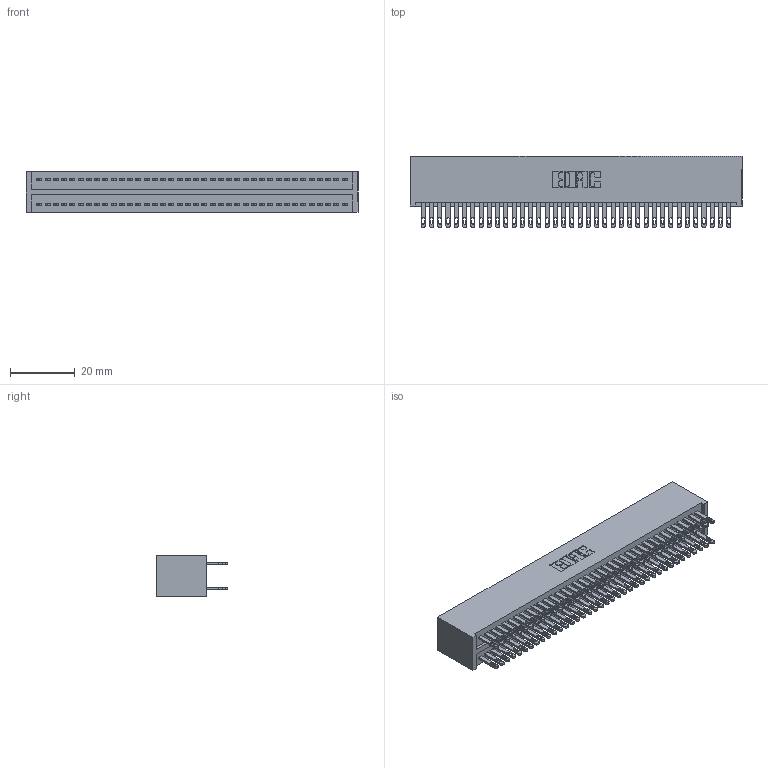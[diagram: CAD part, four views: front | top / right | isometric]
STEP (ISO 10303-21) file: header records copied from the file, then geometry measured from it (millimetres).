
FILE_DESCRIPTION (( 'STEP AP203' ), '1' );
FILE_NAME ('325-076-500-201.STEP', '2020-02-25T04:11:34', ( '' ), ( '' ), 'SwSTEP 2.0', 'SolidWorks 2016', '' );
FILE_SCHEMA (( 'CONFIG_CONTROL_DESIGN' ));
Length unit declared in the file: inch
Products named in the file (3): 325-076-500-201; 325 Part_Lugless; 325-292-001_325-293-100
Assembly tree (77 placements, depth 2):
  325-076-500-201
    325 Part_Lugless
    325-292-001_325-293-100  x76
Bounding box: 102.16 x 21.84 x 12.45 mm (x, y, z)
Volume: 13990.8 mm3; surface area: 18294.8 mm2
Topology: 77 solids, 77 shells, 3754 faces, 11459 edges, 7638 vertices
Faces by surface type: plane 2346, cylinder 1408
Entity records: 24617 total; most frequent: CARTESIAN_POINT 4082, ORIENTED_EDGE 4018, DIRECTION 3489, EDGE_CURVE 2009, VECTOR 1885, LINE 1885, VERTEX_POINT 1338, AXIS2_PLACEMENT_3D 802
